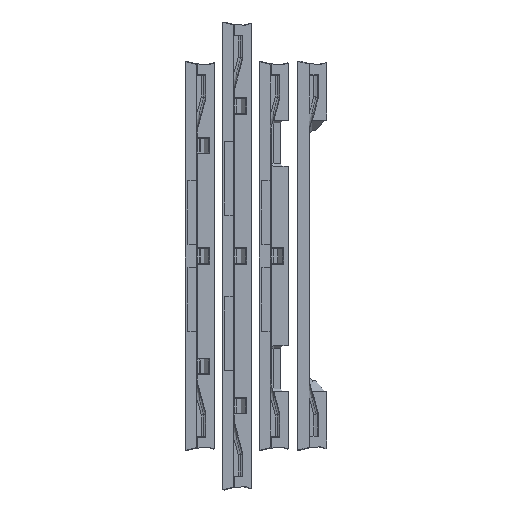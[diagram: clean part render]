
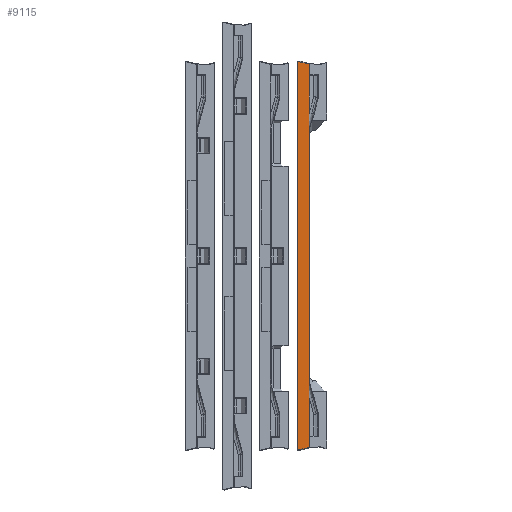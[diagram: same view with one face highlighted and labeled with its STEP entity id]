
A CAD part, top view. The second image highlights one B-rep face of the part: STEP entity #9115.
In plain terms, the highlighted planar face has unit normal (0, 0, 1).
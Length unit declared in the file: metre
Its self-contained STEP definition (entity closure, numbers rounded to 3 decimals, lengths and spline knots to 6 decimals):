
#278=ELLIPSE('',#9768,0.000424,0.0003);
#279=ELLIPSE('',#9769,0.000424,0.0003);
#1435=ORIENTED_EDGE('',*,*,#3751,.T.);
#1436=ORIENTED_EDGE('',*,*,#3752,.F.);
#1437=ORIENTED_EDGE('',*,*,#3753,.F.);
#1438=ORIENTED_EDGE('',*,*,#3754,.T.);
#1439=ORIENTED_EDGE('',*,*,#3755,.T.);
#1440=ORIENTED_EDGE('',*,*,#3756,.T.);
#3751=EDGE_CURVE('',#4957,#4958,#5877,.T.);
#3752=EDGE_CURVE('',#4959,#4958,#5878,.T.);
#3753=EDGE_CURVE('',#4960,#4959,#278,.T.);
#3754=EDGE_CURVE('',#4960,#4961,#5879,.T.);
#3755=EDGE_CURVE('',#4961,#4962,#279,.T.);
#3756=EDGE_CURVE('',#4962,#4957,#5880,.T.);
#4957=VERTEX_POINT('',#14018);
#4958=VERTEX_POINT('',#14019);
#4959=VERTEX_POINT('',#14021);
#4960=VERTEX_POINT('',#14023);
#4961=VERTEX_POINT('',#14025);
#4962=VERTEX_POINT('',#14027);
#5877=LINE('',#14017,#6904);
#5878=LINE('',#14020,#6905);
#5879=LINE('',#14024,#6906);
#5880=LINE('',#14028,#6907);
#6904=VECTOR('',#11234,1.);
#6905=VECTOR('',#11235,1.);
#6906=VECTOR('',#11238,1.);
#6907=VECTOR('',#11241,1.);
#7714=EDGE_LOOP('',(#1435,#1436,#1437,#1438,#1439,#1440));
#8245=FACE_BOUND('',#7714,.T.);
#8727=PLANE('',#9767);
#9115=ADVANCED_FACE('',(#8245),#8727,.T.);
#9767=AXIS2_PLACEMENT_3D('',#14016,#11232,#11233);
#9768=AXIS2_PLACEMENT_3D('',#14022,#11236,#11237);
#9769=AXIS2_PLACEMENT_3D('',#14026,#11239,#11240);
#11232=DIRECTION('',(0.,0.,1.));
#11233=DIRECTION('',(1.,0.,0.));
#11234=DIRECTION('',(0.,1.,0.));
#11235=DIRECTION('',(0.97,-0.244,0.));
#11236=DIRECTION('',(0.,0.,-1.));
#11237=DIRECTION('',(-1.,-0.011,0.));
#11238=DIRECTION('',(0.,-1.,0.));
#11239=DIRECTION('',(0.,0.,1.));
#11240=DIRECTION('',(-1.,0.011,0.));
#11241=DIRECTION('',(0.97,0.244,0.));
#14016=CARTESIAN_POINT('',(0.018122,0.073848,0.0015));
#14017=CARTESIAN_POINT('',(0.021597,-0.227028,0.0015));
#14018=CARTESIAN_POINT('',(0.021597,-0.103493,0.0015));
#14019=CARTESIAN_POINT('',(0.021597,0.103808,0.0015));
#14020=CARTESIAN_POINT('',(0.022715,0.103527,0.0015));
#14021=CARTESIAN_POINT('',(0.015566,0.105327,0.0015));
#14022=CARTESIAN_POINT('',(0.015421,0.105044,0.0015));
#14023=CARTESIAN_POINT('',(0.015447,0.105344,0.0015));
#14024=CARTESIAN_POINT('',(0.015447,-0.069588,0.0015));
#14025=CARTESIAN_POINT('',(0.015447,-0.105028,0.0015));
#14026=CARTESIAN_POINT('',(0.015421,-0.104729,0.0015));
#14027=CARTESIAN_POINT('',(0.015566,-0.105012,0.0015));
#14028=CARTESIAN_POINT('',(0.022715,-0.103211,0.0015));
